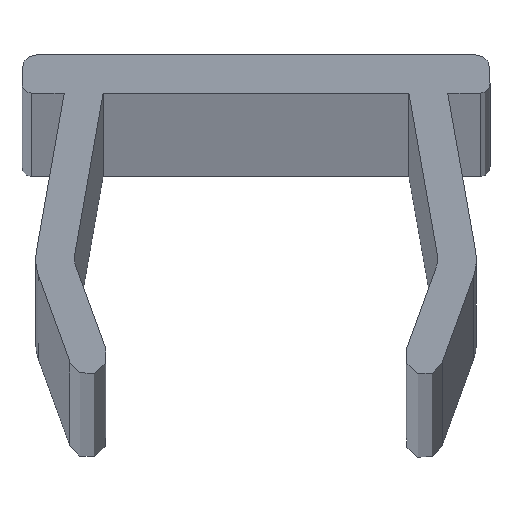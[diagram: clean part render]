
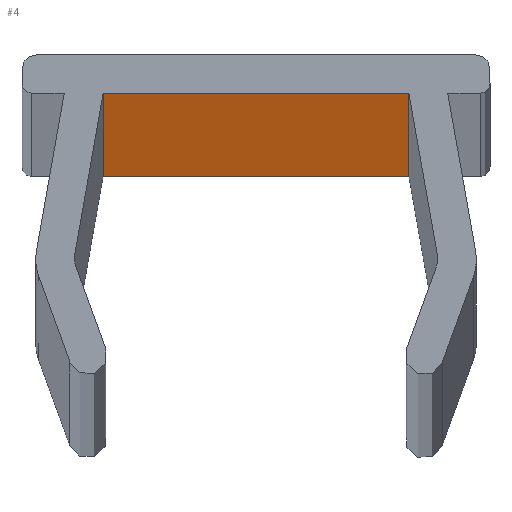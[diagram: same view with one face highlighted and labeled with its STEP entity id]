
A CAD part, top view. The second image highlights one B-rep face of the part: STEP entity #4.
In plain terms, the highlighted planar face has unit normal (0, -1, 0).
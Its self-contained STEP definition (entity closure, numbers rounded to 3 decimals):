
#4 = ADVANCED_FACE ( 'NONE', ( #377 ), #146, .F. ) ;
#47 = EDGE_CURVE ( 'NONE', #857, #284, #294, .T. ) ;
#72 = LINE ( 'NONE', #509, #281 ) ;
#94 = DIRECTION ( 'NONE',  ( 0., 0., 1. ) ) ;
#98 = CARTESIAN_POINT ( 'NONE',  ( 10.013, 94.849, 1000. ) ) ;
#131 = ORIENTED_EDGE ( 'NONE', *, *, #500, .T. ) ;
#146 = PLANE ( 'NONE',  #777 ) ;
#178 = VERTEX_POINT ( 'NONE', #604 ) ;
#233 = ORIENTED_EDGE ( 'NONE', *, *, #47, .F. ) ;
#241 = DIRECTION ( 'NONE',  ( 1., 0., 0. ) ) ;
#243 = VECTOR ( 'NONE', #858, 1000. ) ;
#281 = VECTOR ( 'NONE', #368, 1000. ) ;
#282 = CARTESIAN_POINT ( 'NONE',  ( 10.013, 94.849, 1000. ) ) ;
#284 = VERTEX_POINT ( 'NONE', #282 ) ;
#294 = LINE ( 'NONE', #582, #539 ) ;
#299 = LINE ( 'NONE', #863, #243 ) ;
#310 = CARTESIAN_POINT ( 'NONE',  ( 10.013, 94.849, 0. ) ) ;
#363 = VECTOR ( 'NONE', #600, 1000. ) ;
#368 = DIRECTION ( 'NONE',  ( 0., 0., -1. ) ) ;
#377 = FACE_OUTER_BOUND ( 'NONE', #385, .T. ) ;
#385 = EDGE_LOOP ( 'NONE', ( #131, #663, #233, #389 ) ) ;
#389 = ORIENTED_EDGE ( 'NONE', *, *, #530, .T. ) ;
#477 = CARTESIAN_POINT ( 'NONE',  ( 3.61, 94.849, 0. ) ) ;
#500 = EDGE_CURVE ( 'NONE', #718, #178, #791, .T. ) ;
#509 = CARTESIAN_POINT ( 'NONE',  ( 10.013, 94.849, 1000. ) ) ;
#530 = EDGE_CURVE ( 'NONE', #857, #718, #299, .T. ) ;
#539 = VECTOR ( 'NONE', #241, 1000. ) ;
#582 = CARTESIAN_POINT ( 'NONE',  ( 10.013, 94.849, 1000. ) ) ;
#600 = DIRECTION ( 'NONE',  ( 1., 0., 0. ) ) ;
#604 = CARTESIAN_POINT ( 'NONE',  ( 10.013, 94.849, 0. ) ) ;
#648 = CARTESIAN_POINT ( 'NONE',  ( 3.61, 94.849, 1000. ) ) ;
#663 = ORIENTED_EDGE ( 'NONE', *, *, #818, .F. ) ;
#665 = DIRECTION ( 'NONE',  ( 0., 1., 0. ) ) ;
#718 = VERTEX_POINT ( 'NONE', #477 ) ;
#777 = AXIS2_PLACEMENT_3D ( 'NONE', #98, #665, #94 ) ;
#791 = LINE ( 'NONE', #310, #363 ) ;
#818 = EDGE_CURVE ( 'NONE', #284, #178, #72, .T. ) ;
#857 = VERTEX_POINT ( 'NONE', #648 ) ;
#858 = DIRECTION ( 'NONE',  ( 0., 0., -1. ) ) ;
#863 = CARTESIAN_POINT ( 'NONE',  ( 3.61, 94.849, 1000. ) ) ;
